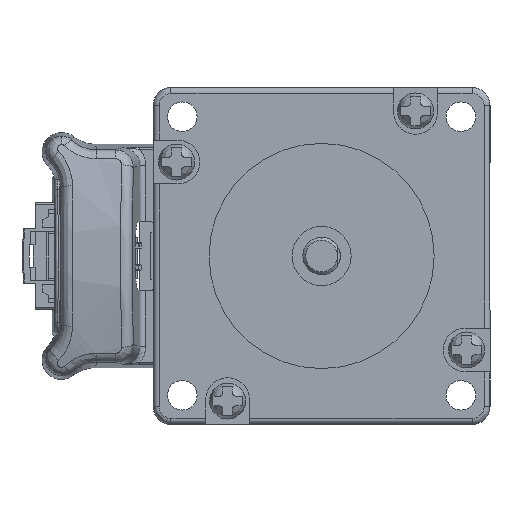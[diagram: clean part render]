
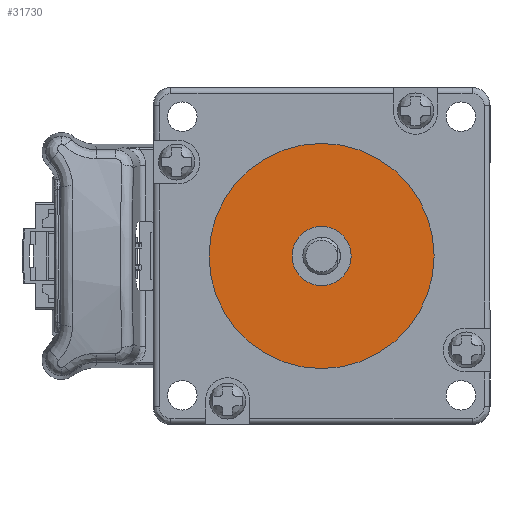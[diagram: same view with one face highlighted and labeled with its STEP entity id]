
A CAD part, left-side view. The second image highlights one B-rep face of the part: STEP entity #31730.
In plain terms, the highlighted face is planar.
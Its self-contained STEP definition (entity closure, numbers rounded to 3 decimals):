
#132 = DIRECTION ( 'NONE',  ( 1., 0., 0. ) ) ;
#2016 = CIRCLE ( 'NONE', #95191, 5. ) ;
#4698 = CARTESIAN_POINT ( 'NONE',  ( -26.839, -49.743, 48.6 ) ) ;
#8947 = EDGE_CURVE ( 'NONE', #63110, #55506, #2016, .T. ) ;
#15983 = ORIENTED_EDGE ( 'NONE', *, *, #56835, .F. ) ;
#22681 = CARTESIAN_POINT ( 'NONE',  ( -28.744, -70.483, 48.6 ) ) ;
#25363 = CIRCLE ( 'NONE', #36662, 19.05 ) ;
#26328 = CIRCLE ( 'NONE', #112691, 5. ) ;
#28163 = EDGE_LOOP ( 'NONE', ( #15983, #67060 ) ) ;
#30860 = ORIENTED_EDGE ( 'NONE', *, *, #8947, .T. ) ;
#30975 = CARTESIAN_POINT ( 'NONE',  ( 11.261, -49.743, 48.6 ) ) ;
#31730 = ADVANCED_FACE ( 'NONE', ( #83105, #73259 ), #118302, .T. ) ;
#36226 = EDGE_CURVE ( 'NONE', #125922, #82567, #25363, .T. ) ;
#36662 = AXIS2_PLACEMENT_3D ( 'NONE', #125562, #62870, #132 ) ;
#36825 = EDGE_LOOP ( 'NONE', ( #108865, #30860 ) ) ;
#45007 = DIRECTION ( 'NONE',  ( 0., 0., -1. ) ) ;
#53833 = DIRECTION ( 'NONE',  ( 0., 0., -1. ) ) ;
#54290 = DIRECTION ( 'NONE',  ( 0., 0., -1. ) ) ;
#55506 = VERTEX_POINT ( 'NONE', #114982 ) ;
#55587 = DIRECTION ( 'NONE',  ( 0., 0., 1. ) ) ;
#56835 = EDGE_CURVE ( 'NONE', #82567, #125922, #129550, .T. ) ;
#62870 = DIRECTION ( 'NONE',  ( 0., 0., -1. ) ) ;
#63110 = VERTEX_POINT ( 'NONE', #111232 ) ;
#67060 = ORIENTED_EDGE ( 'NONE', *, *, #36226, .F. ) ;
#73259 = FACE_BOUND ( 'NONE', #36825, .T. ) ;
#82567 = VERTEX_POINT ( 'NONE', #30975 ) ;
#83105 = FACE_OUTER_BOUND ( 'NONE', #28163, .T. ) ;
#93425 = AXIS2_PLACEMENT_3D ( 'NONE', #22681, #55587, #128817 ) ;
#95191 = AXIS2_PLACEMENT_3D ( 'NONE', #107740, #45007, #118253 ) ;
#107740 = CARTESIAN_POINT ( 'NONE',  ( -7.789, -49.743, 48.6 ) ) ;
#108865 = ORIENTED_EDGE ( 'NONE', *, *, #113370, .T. ) ;
#111232 = CARTESIAN_POINT ( 'NONE',  ( -2.789, -49.743, 48.6 ) ) ;
#112691 = AXIS2_PLACEMENT_3D ( 'NONE', #116550, #53833, #127087 ) ;
#113370 = EDGE_CURVE ( 'NONE', #55506, #63110, #26328, .T. ) ;
#114982 = CARTESIAN_POINT ( 'NONE',  ( -12.789, -49.743, 48.6 ) ) ;
#116550 = CARTESIAN_POINT ( 'NONE',  ( -7.789, -49.743, 48.6 ) ) ;
#117032 = CARTESIAN_POINT ( 'NONE',  ( -7.789, -49.743, 48.6 ) ) ;
#118253 = DIRECTION ( 'NONE',  ( -1., 0., 0. ) ) ;
#118302 = PLANE ( 'NONE',  #93425 ) ;
#125562 = CARTESIAN_POINT ( 'NONE',  ( -7.789, -49.743, 48.6 ) ) ;
#125922 = VERTEX_POINT ( 'NONE', #4698 ) ;
#127087 = DIRECTION ( 'NONE',  ( -1., 0., 0. ) ) ;
#127538 = DIRECTION ( 'NONE',  ( 1., 0., 0. ) ) ;
#128817 = DIRECTION ( 'NONE',  ( 1., 0., 0. ) ) ;
#129550 = CIRCLE ( 'NONE', #134328, 19.05 ) ;
#134328 = AXIS2_PLACEMENT_3D ( 'NONE', #117032, #54290, #127538 ) ;
